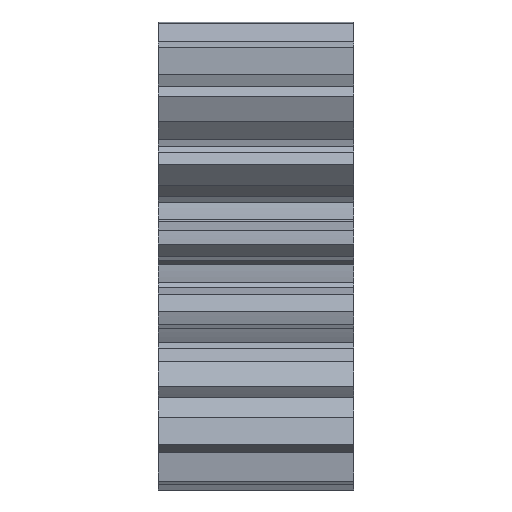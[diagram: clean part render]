
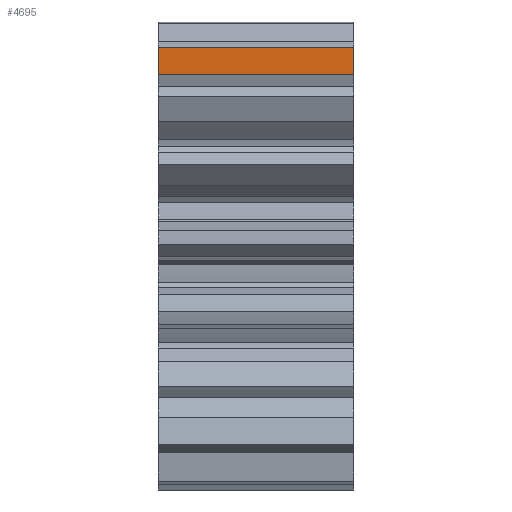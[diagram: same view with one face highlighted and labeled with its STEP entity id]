
A CAD part, left-side view. The second image highlights one B-rep face of the part: STEP entity #4695.
In plain terms, the highlighted planar face has unit normal (-0.999, 0, -0.045).
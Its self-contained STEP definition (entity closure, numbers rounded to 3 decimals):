
#624 = VECTOR ( 'NONE', #3403, 1000. ) ;
#674 = CARTESIAN_POINT ( 'NONE',  ( -2.184, -4., 4.274 ) ) ;
#754 = CARTESIAN_POINT ( 'NONE',  ( -2.171, 0., 3.991 ) ) ;
#1011 = FACE_OUTER_BOUND ( 'NONE', #4059, .T. ) ;
#1053 = VECTOR ( 'NONE', #2651, 1000. ) ;
#1120 = EDGE_CURVE ( 'NONE', #4944, #1564, #4836, .T. ) ;
#1196 = CARTESIAN_POINT ( 'NONE',  ( -2.158, 0., 3.708 ) ) ;
#1564 = VERTEX_POINT ( 'NONE', #1196 ) ;
#1683 = CARTESIAN_POINT ( 'NONE',  ( -2.158, -4., 3.708 ) ) ;
#1828 = DIRECTION ( 'NONE',  ( 0., 1., 0. ) ) ;
#1836 = DIRECTION ( 'NONE',  ( -0.045, 0., 0.999 ) ) ;
#2150 = ORIENTED_EDGE ( 'NONE', *, *, #1120, .F. ) ;
#2398 = VECTOR ( 'NONE', #4684, 1000. ) ;
#2472 = AXIS2_PLACEMENT_3D ( 'NONE', #3281, #2956, #1836 ) ;
#2535 = PLANE ( 'NONE',  #2472 ) ;
#2547 = LINE ( 'NONE', #674, #4193 ) ;
#2623 = EDGE_CURVE ( 'NONE', #2866, #3238, #2547, .T. ) ;
#2651 = DIRECTION ( 'NONE',  ( 0., 1., 0. ) ) ;
#2783 = ORIENTED_EDGE ( 'NONE', *, *, #3636, .T. ) ;
#2866 = VERTEX_POINT ( 'NONE', #4382 ) ;
#2880 = ORIENTED_EDGE ( 'NONE', *, *, #2623, .T. ) ;
#2956 = DIRECTION ( 'NONE',  ( -0.999, 0., -0.045 ) ) ;
#3163 = CARTESIAN_POINT ( 'NONE',  ( -2.184, 0., 4.274 ) ) ;
#3238 = VERTEX_POINT ( 'NONE', #3163 ) ;
#3281 = CARTESIAN_POINT ( 'NONE',  ( -2.171, -4., 3.991 ) ) ;
#3403 = DIRECTION ( 'NONE',  ( -0.045, 0., 0.999 ) ) ;
#3604 = LINE ( 'NONE', #4388, #2398 ) ;
#3636 = EDGE_CURVE ( 'NONE', #4944, #2866, #3604, .T. ) ;
#3800 = LINE ( 'NONE', #754, #624 ) ;
#3909 = EDGE_CURVE ( 'NONE', #1564, #3238, #3800, .T. ) ;
#4059 = EDGE_LOOP ( 'NONE', ( #4078, #2150, #2783, #2880 ) ) ;
#4078 = ORIENTED_EDGE ( 'NONE', *, *, #3909, .F. ) ;
#4155 = CARTESIAN_POINT ( 'NONE',  ( -2.158, -4., 3.708 ) ) ;
#4193 = VECTOR ( 'NONE', #1828, 1000. ) ;
#4382 = CARTESIAN_POINT ( 'NONE',  ( -2.184, -4., 4.274 ) ) ;
#4388 = CARTESIAN_POINT ( 'NONE',  ( -2.171, -4., 3.991 ) ) ;
#4684 = DIRECTION ( 'NONE',  ( -0.045, 0., 0.999 ) ) ;
#4695 = ADVANCED_FACE ( 'NONE', ( #1011 ), #2535, .T. ) ;
#4836 = LINE ( 'NONE', #4155, #1053 ) ;
#4944 = VERTEX_POINT ( 'NONE', #1683 ) ;
